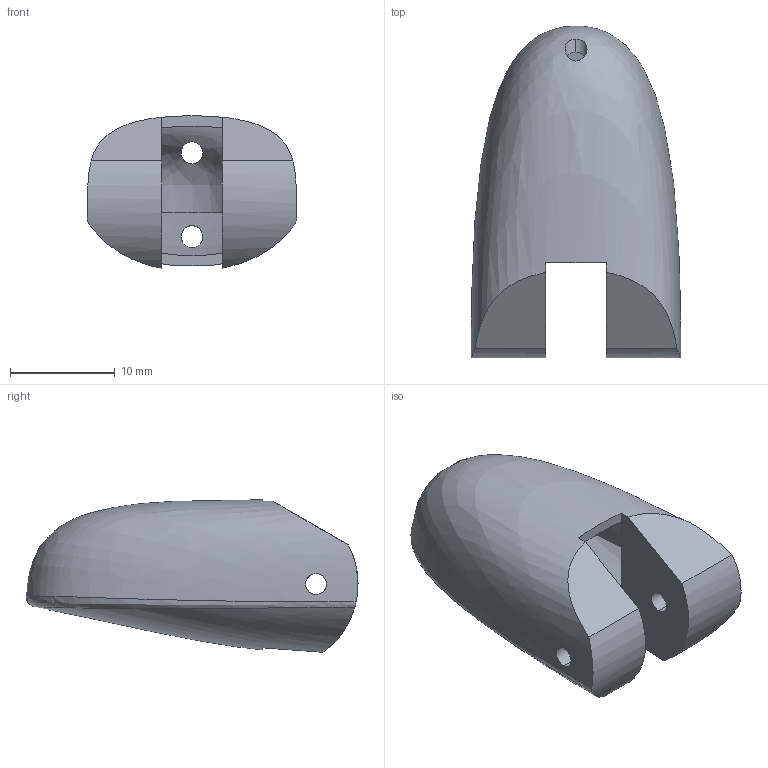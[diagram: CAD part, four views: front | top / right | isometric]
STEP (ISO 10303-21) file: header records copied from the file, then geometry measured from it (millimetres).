
FILE_DESCRIPTION (( 'STEP AP203' ), '1' );
FILE_NAME ('BionicFingerTip4_Default_sldprt.STEP', '2018-02-10T22:25:16', ( '' ), ( '' ), 'SwSTEP 2.0', 'SolidWorks 2017', '' );
FILE_SCHEMA (( 'CONFIG_CONTROL_DESIGN' ));
Length unit declared in the file: millimetre
Products named in the file (1): BionicFingerTip4_Default_sldprt
Bounding box: 20 x 31.66 x 14.54 mm (x, y, z)
Volume: 1635.4 mm3; surface area: 3345.2 mm2
Topology: 1 solids, 1 shells, 34 faces, 100 edges, 66 vertices
Faces by surface type: cylinder 16, plane 12, bspline 6
Entity records: 5088 total; most frequent: CARTESIAN_POINT 4205, ORIENTED_EDGE 200, DIRECTION 112, EDGE_CURVE 100, VERTEX_POINT 66, B_SPLINE_CURVE_WITH_KNOTS 59, EDGE_LOOP 44, AXIS2_PLACEMENT_3D 42
